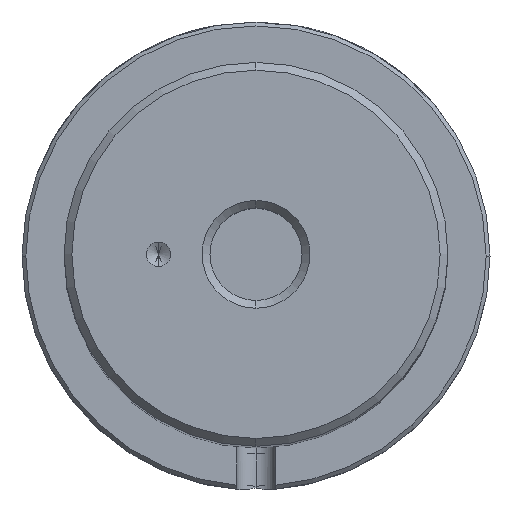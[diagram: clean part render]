
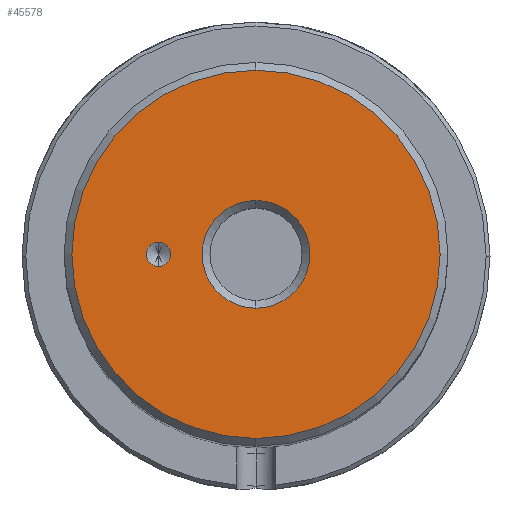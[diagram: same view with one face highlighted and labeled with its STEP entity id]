
A CAD part, top view. The second image highlights one B-rep face of the part: STEP entity #45578.
In plain terms, the highlighted planar face has unit normal (0, 0, 1).
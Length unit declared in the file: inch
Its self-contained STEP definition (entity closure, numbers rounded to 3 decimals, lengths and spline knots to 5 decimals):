
#133 = EDGE_CURVE ( 'NONE', #32542, #5958, #27927, .T. ) ;
#192 = EDGE_LOOP ( 'NONE', ( #8094, #49979 ) ) ;
#792 = EDGE_CURVE ( 'NONE', #37804, #21361, #11774, .T. ) ;
#1210 = EDGE_CURVE ( 'NONE', #38684, #38501, #9486, .T. ) ;
#2498 = DIRECTION ( 'NONE',  ( 0., 0., 1. ) ) ;
#5165 = CARTESIAN_POINT ( 'NONE',  ( 0., 0.47213, 1.5125 ) ) ;
#5578 = AXIS2_PLACEMENT_3D ( 'NONE', #49020, #6919, #7122 ) ;
#5958 = VERTEX_POINT ( 'NONE', #21655 ) ;
#6919 = DIRECTION ( 'NONE',  ( 0., 0., -1. ) ) ;
#7122 = DIRECTION ( 'NONE',  ( 0., 1., 0. ) ) ;
#8094 = ORIENTED_EDGE ( 'NONE', *, *, #1210, .T. ) ;
#9486 = CIRCLE ( 'NONE', #57067, 0.13811 ) ;
#9594 = CARTESIAN_POINT ( 'NONE',  ( -0.25, 0., 1.5125 ) ) ;
#10804 = CARTESIAN_POINT ( 'NONE',  ( 0., 0.13811, 1.5125 ) ) ;
#11471 = FACE_BOUND ( 'NONE', #192, .T. ) ;
#11774 = CIRCLE ( 'NONE', #5578, 0.47213 ) ;
#12591 = DIRECTION ( 'NONE',  ( 0., 0., -1. ) ) ;
#14689 = PLANE ( 'NONE',  #16899 ) ;
#16194 = AXIS2_PLACEMENT_3D ( 'NONE', #20365, #2498, #34963 ) ;
#16899 = AXIS2_PLACEMENT_3D ( 'NONE', #46872, #51541, #38294 ) ;
#17488 = DIRECTION ( 'NONE',  ( 0., 1., 0. ) ) ;
#17751 = ORIENTED_EDGE ( 'NONE', *, *, #133, .F. ) ;
#18801 = EDGE_LOOP ( 'NONE', ( #30257, #17751 ) ) ;
#19627 = CARTESIAN_POINT ( 'NONE',  ( 0., 0., 1.5125 ) ) ;
#20365 = CARTESIAN_POINT ( 'NONE',  ( -0.25, 0., 1.5125 ) ) ;
#20443 = DIRECTION ( 'NONE',  ( 0., 1., 0. ) ) ;
#21316 = AXIS2_PLACEMENT_3D ( 'NONE', #25064, #38746, #43856 ) ;
#21361 = VERTEX_POINT ( 'NONE', #5165 ) ;
#21655 = CARTESIAN_POINT ( 'NONE',  ( -0.25, -0.03125, 1.5125 ) ) ;
#22690 = EDGE_CURVE ( 'NONE', #5958, #32542, #51261, .T. ) ;
#25064 = CARTESIAN_POINT ( 'NONE',  ( 0., 0., 1.5125 ) ) ;
#26627 = CARTESIAN_POINT ( 'NONE',  ( 0., 0., 1.5125 ) ) ;
#27522 = DIRECTION ( 'NONE',  ( 0., 0., 1. ) ) ;
#27927 = CIRCLE ( 'NONE', #31963, 0.03125 ) ;
#28288 = EDGE_CURVE ( 'NONE', #21361, #37804, #42123, .T. ) ;
#28822 = ORIENTED_EDGE ( 'NONE', *, *, #792, .F. ) ;
#29492 = CARTESIAN_POINT ( 'NONE',  ( 0., -0.47213, 1.5125 ) ) ;
#30257 = ORIENTED_EDGE ( 'NONE', *, *, #22690, .F. ) ;
#30529 = AXIS2_PLACEMENT_3D ( 'NONE', #26627, #12591, #17488 ) ;
#31963 = AXIS2_PLACEMENT_3D ( 'NONE', #9594, #27522, #55809 ) ;
#32471 = FACE_OUTER_BOUND ( 'NONE', #53617, .T. ) ;
#32542 = VERTEX_POINT ( 'NONE', #43130 ) ;
#34963 = DIRECTION ( 'NONE',  ( 0., -1., 0. ) ) ;
#35388 = CIRCLE ( 'NONE', #21316, 0.13811 ) ;
#35399 = EDGE_CURVE ( 'NONE', #38501, #38684, #35388, .T. ) ;
#36202 = FACE_BOUND ( 'NONE', #18801, .T. ) ;
#37804 = VERTEX_POINT ( 'NONE', #29492 ) ;
#38294 = DIRECTION ( 'NONE',  ( 0., 1., 0. ) ) ;
#38501 = VERTEX_POINT ( 'NONE', #10804 ) ;
#38684 = VERTEX_POINT ( 'NONE', #43990 ) ;
#38746 = DIRECTION ( 'NONE',  ( 0., 0., -1. ) ) ;
#42123 = CIRCLE ( 'NONE', #30529, 0.47213 ) ;
#43130 = CARTESIAN_POINT ( 'NONE',  ( -0.25, 0.03125, 1.5125 ) ) ;
#43856 = DIRECTION ( 'NONE',  ( 0., 1., 0. ) ) ;
#43990 = CARTESIAN_POINT ( 'NONE',  ( 0., -0.13811, 1.5125 ) ) ;
#45578 = ADVANCED_FACE ( 'NONE', ( #36202, #11471, #32471 ), #14689, .F. ) ;
#46872 = CARTESIAN_POINT ( 'NONE',  ( 0., 0., 1.5125 ) ) ;
#49020 = CARTESIAN_POINT ( 'NONE',  ( 0., 0., 1.5125 ) ) ;
#49979 = ORIENTED_EDGE ( 'NONE', *, *, #35399, .T. ) ;
#51261 = CIRCLE ( 'NONE', #16194, 0.03125 ) ;
#51541 = DIRECTION ( 'NONE',  ( 0., 0., -1. ) ) ;
#53617 = EDGE_LOOP ( 'NONE', ( #56948, #28822 ) ) ;
#55809 = DIRECTION ( 'NONE',  ( 0., -1., 0. ) ) ;
#56948 = ORIENTED_EDGE ( 'NONE', *, *, #28288, .F. ) ;
#57067 = AXIS2_PLACEMENT_3D ( 'NONE', #19627, #57683, #20443 ) ;
#57683 = DIRECTION ( 'NONE',  ( 0., 0., -1. ) ) ;
